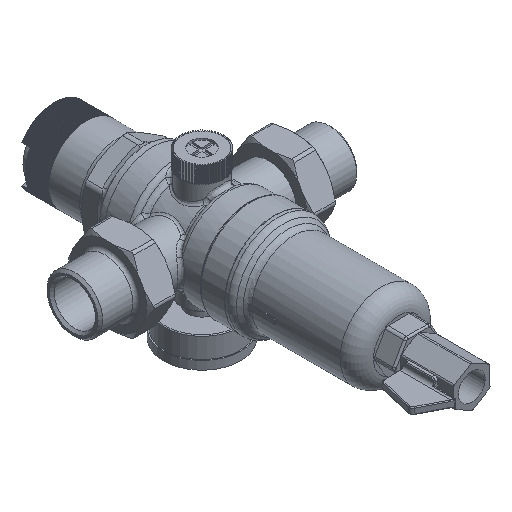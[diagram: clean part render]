
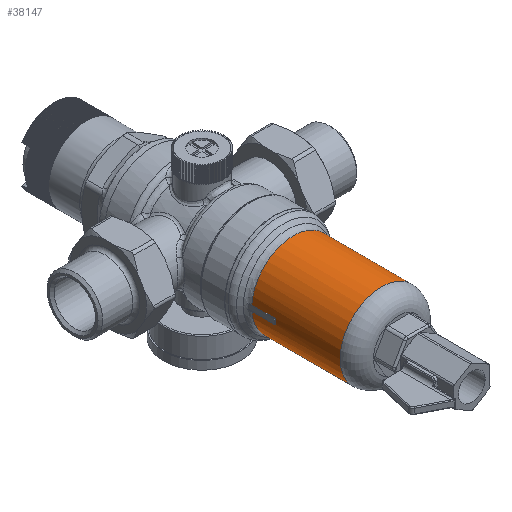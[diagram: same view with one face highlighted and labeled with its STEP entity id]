
A CAD part, isometric view. The second image highlights one B-rep face of the part: STEP entity #38147.
In plain terms, the highlighted cylindrical face has radius 25 mm (diameter 50 mm), a full revolution.
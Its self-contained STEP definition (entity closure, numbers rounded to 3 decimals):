
#2927=FACE_OUTER_BOUND('',#5195,.T.);
#5195=EDGE_LOOP('',(#26024,#26025,#26026,#26027,#26028,#26029,#26030,#26031,
#26032,#26033,#26034,#26035,#26036,#26037));
#7614=LINE('',#56792,#11556);
#7617=LINE('',#56801,#11559);
#7618=LINE('',#56804,#11560);
#7619=LINE('',#56807,#11561);
#7620=LINE('',#56809,#11562);
#11556=VECTOR('',#44295,10.);
#11559=VECTOR('',#44302,25.);
#11560=VECTOR('',#44305,10.);
#11561=VECTOR('',#44308,10.);
#11562=VECTOR('',#44309,10.);
#15293=CIRCLE('',#40537,25.);
#15294=CIRCLE('',#40538,25.);
#15298=CIRCLE('',#40542,25.);
#15299=CIRCLE('',#40545,25.);
#15300=CIRCLE('',#40546,25.);
#15301=CIRCLE('',#40547,25.);
#15302=CIRCLE('',#40548,25.);
#15303=CIRCLE('',#40549,25.);
#16652=VERTEX_POINT('',#56729);
#16654=VERTEX_POINT('',#56739);
#16657=VERTEX_POINT('',#56757);
#16658=VERTEX_POINT('',#56766);
#16661=VERTEX_POINT('',#56773);
#16663=VERTEX_POINT('',#56791);
#16665=VERTEX_POINT('',#56797);
#16666=VERTEX_POINT('',#56798);
#16667=VERTEX_POINT('',#56800);
#16668=VERTEX_POINT('',#56803);
#16669=VERTEX_POINT('',#56805);
#16670=VERTEX_POINT('',#56808);
#20124=EDGE_CURVE('',#16652,#16654,#15293,.T.);
#20128=EDGE_CURVE('',#16657,#16658,#15294,.T.);
#20132=EDGE_CURVE('',#16658,#16661,#15298,.T.);
#20135=EDGE_CURVE('',#16663,#16661,#7614,.T.);
#20138=EDGE_CURVE('',#16665,#16666,#15299,.T.);
#20139=EDGE_CURVE('',#16665,#16667,#7617,.T.);
#20140=EDGE_CURVE('',#16667,#16663,#15300,.T.);
#20141=EDGE_CURVE('',#16657,#16668,#7618,.T.);
#20142=EDGE_CURVE('',#16668,#16669,#15301,.T.);
#20143=EDGE_CURVE('',#16669,#16654,#7619,.T.);
#20144=EDGE_CURVE('',#16652,#16670,#7620,.T.);
#20145=EDGE_CURVE('',#16670,#16667,#15302,.T.);
#20146=EDGE_CURVE('',#16666,#16665,#15303,.T.);
#26024=ORIENTED_EDGE('',*,*,#20138,.F.);
#26025=ORIENTED_EDGE('',*,*,#20139,.T.);
#26026=ORIENTED_EDGE('',*,*,#20140,.T.);
#26027=ORIENTED_EDGE('',*,*,#20135,.T.);
#26028=ORIENTED_EDGE('',*,*,#20132,.F.);
#26029=ORIENTED_EDGE('',*,*,#20128,.F.);
#26030=ORIENTED_EDGE('',*,*,#20141,.T.);
#26031=ORIENTED_EDGE('',*,*,#20142,.T.);
#26032=ORIENTED_EDGE('',*,*,#20143,.T.);
#26033=ORIENTED_EDGE('',*,*,#20124,.F.);
#26034=ORIENTED_EDGE('',*,*,#20144,.T.);
#26035=ORIENTED_EDGE('',*,*,#20145,.T.);
#26036=ORIENTED_EDGE('',*,*,#20139,.F.);
#26037=ORIENTED_EDGE('',*,*,#20146,.F.);
#35659=CYLINDRICAL_SURFACE('',#40544,25.);
#38147=ADVANCED_FACE('',(#2927),#35659,.T.);
#40537=AXIS2_PLACEMENT_3D('',#56740,#44281,#44282);
#40538=AXIS2_PLACEMENT_3D('',#56767,#44283,#44284);
#40542=AXIS2_PLACEMENT_3D('',#56774,#44291,#44292);
#40544=AXIS2_PLACEMENT_3D('',#56796,#44298,#44299);
#40545=AXIS2_PLACEMENT_3D('',#56799,#44300,#44301);
#40546=AXIS2_PLACEMENT_3D('',#56802,#44303,#44304);
#40547=AXIS2_PLACEMENT_3D('',#56806,#44306,#44307);
#40548=AXIS2_PLACEMENT_3D('',#56810,#44310,#44311);
#40549=AXIS2_PLACEMENT_3D('',#56811,#44312,#44313);
#44281=DIRECTION('center_axis',(0.,1.,0.));
#44282=DIRECTION('ref_axis',(0.,0.,-1.));
#44283=DIRECTION('center_axis',(0.,1.,0.));
#44284=DIRECTION('ref_axis',(0.,0.,-1.));
#44291=DIRECTION('center_axis',(0.,1.,0.));
#44292=DIRECTION('ref_axis',(0.,0.,-1.));
#44295=DIRECTION('',(0.,1.,0.));
#44298=DIRECTION('center_axis',(0.,-1.,0.));
#44299=DIRECTION('ref_axis',(1.,0.,0.));
#44300=DIRECTION('center_axis',(0.,-1.,0.));
#44301=DIRECTION('ref_axis',(-1.,0.,0.));
#44302=DIRECTION('',(0.,1.,0.));
#44303=DIRECTION('center_axis',(0.,-1.,0.));
#44304=DIRECTION('ref_axis',(1.,0.,0.));
#44305=DIRECTION('',(0.,-1.,0.));
#44306=DIRECTION('center_axis',(0.,-1.,0.));
#44307=DIRECTION('ref_axis',(1.,0.,0.));
#44308=DIRECTION('',(0.,1.,0.));
#44309=DIRECTION('',(0.,-1.,0.));
#44310=DIRECTION('center_axis',(0.,-1.,0.));
#44311=DIRECTION('ref_axis',(1.,0.,0.));
#44312=DIRECTION('center_axis',(0.,-1.,0.));
#44313=DIRECTION('ref_axis',(-1.,0.,0.));
#56729=CARTESIAN_POINT('',(-24.955,-54.771,1.5));
#56739=CARTESIAN_POINT('',(24.955,-54.771,1.5));
#56740=CARTESIAN_POINT('Origin',(0.,-54.771,0.));
#56757=CARTESIAN_POINT('',(24.955,-54.771,-1.5));
#56766=CARTESIAN_POINT('',(0.,-54.771,-25.));
#56767=CARTESIAN_POINT('Origin',(0.,-54.771,0.));
#56773=CARTESIAN_POINT('',(-24.955,-54.771,-1.5));
#56774=CARTESIAN_POINT('Origin',(0.,-54.771,0.));
#56791=CARTESIAN_POINT('',(-24.955,-68.75,-1.5));
#56792=CARTESIAN_POINT('',(-24.955,-47.7,-1.5));
#56796=CARTESIAN_POINT('Origin',(0.,-47.7,0.));
#56797=CARTESIAN_POINT('',(-25.,-107.7,0.));
#56798=CARTESIAN_POINT('',(0.,-107.7,25.));
#56799=CARTESIAN_POINT('Origin',(0.,-107.7,0.));
#56800=CARTESIAN_POINT('',(-25.,-68.75,0.));
#56801=CARTESIAN_POINT('',(-25.,-47.7,0.));
#56802=CARTESIAN_POINT('Origin',(0.,-68.75,0.));
#56803=CARTESIAN_POINT('',(24.955,-68.75,-1.5));
#56804=CARTESIAN_POINT('',(24.955,-47.7,-1.5));
#56805=CARTESIAN_POINT('',(24.955,-68.75,1.5));
#56806=CARTESIAN_POINT('Origin',(0.,-68.75,0.));
#56807=CARTESIAN_POINT('',(24.955,-47.7,1.5));
#56808=CARTESIAN_POINT('',(-24.955,-68.75,1.5));
#56809=CARTESIAN_POINT('',(-24.955,-47.7,1.5));
#56810=CARTESIAN_POINT('Origin',(0.,-68.75,0.));
#56811=CARTESIAN_POINT('Origin',(0.,-107.7,0.));
